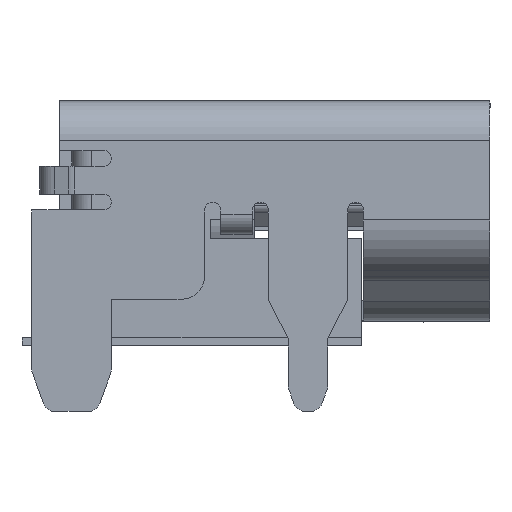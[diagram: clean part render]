
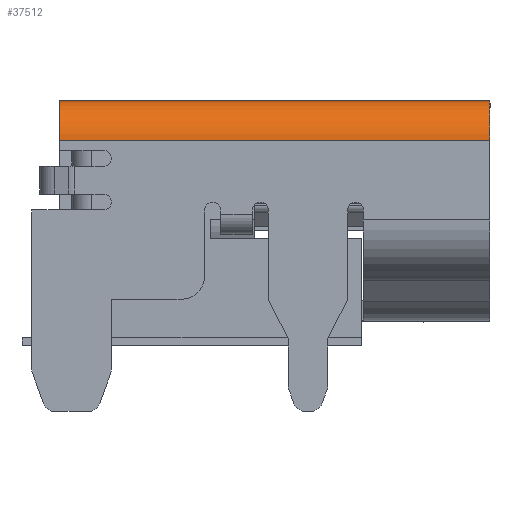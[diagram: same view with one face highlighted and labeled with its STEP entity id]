
A CAD part, left-side view. The second image highlights one B-rep face of the part: STEP entity #37512.
In plain terms, the highlighted cylindrical face has radius 1 mm (diameter 2 mm), a partial arc.
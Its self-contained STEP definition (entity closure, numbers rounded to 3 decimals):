
#627 = ORIENTED_EDGE ( 'NONE', *, *, #20519, .F. ) ;
#1876 = CARTESIAN_POINT ( 'NONE',  ( -6.45, -5.9, 1.775 ) ) ;
#2539 = CARTESIAN_POINT ( 'NONE',  ( -7.45, 4.95, 1.775 ) ) ;
#2770 = CARTESIAN_POINT ( 'NONE',  ( -7.45, 5.65, 1.775 ) ) ;
#4623 = CARTESIAN_POINT ( 'NONE',  ( -6.45, 4.95, 2.775 ) ) ;
#5677 = DIRECTION ( 'NONE',  ( 0., 1., 0. ) ) ;
#8084 = EDGE_CURVE ( 'NONE', #34057, #23418, #30971, .T. ) ;
#8499 = EDGE_CURVE ( 'NONE', #34057, #17929, #31483, .T. ) ;
#8945 = EDGE_CURVE ( 'NONE', #21628, #23418, #22332, .T. ) ;
#12095 = ORIENTED_EDGE ( 'NONE', *, *, #8084, .T. ) ;
#13776 = CARTESIAN_POINT ( 'NONE',  ( -7.45, -5.9, 1.775 ) ) ;
#15365 = CARTESIAN_POINT ( 'NONE',  ( -6.45, 4.95, 1.775 ) ) ;
#17576 = ORIENTED_EDGE ( 'NONE', *, *, #8499, .F. ) ;
#17929 = VERTEX_POINT ( 'NONE', #4623 ) ;
#19850 = DIRECTION ( 'NONE',  ( 0., -1., 0. ) ) ;
#20140 = DIRECTION ( 'NONE',  ( 1., 0., 0. ) ) ;
#20260 = CARTESIAN_POINT ( 'NONE',  ( -6.45, 5.65, 2.775 ) ) ;
#20519 = EDGE_CURVE ( 'NONE', #17929, #21628, #35763, .T. ) ;
#21628 = VERTEX_POINT ( 'NONE', #23016 ) ;
#22332 = CIRCLE ( 'NONE', #30876, 1. ) ;
#23016 = CARTESIAN_POINT ( 'NONE',  ( -6.45, -5.9, 2.775 ) ) ;
#23199 = CYLINDRICAL_SURFACE ( 'NONE', #32526, 1. ) ;
#23418 = VERTEX_POINT ( 'NONE', #13776 ) ;
#24784 = VECTOR ( 'NONE', #19850, 1000. ) ;
#25919 = ORIENTED_EDGE ( 'NONE', *, *, #8945, .F. ) ;
#29604 = FACE_OUTER_BOUND ( 'NONE', #31208, .T. ) ;
#29805 = CARTESIAN_POINT ( 'NONE',  ( -6.45, 5.65, 1.775 ) ) ;
#30876 = AXIS2_PLACEMENT_3D ( 'NONE', #1876, #36150, #39427 ) ;
#30971 = LINE ( 'NONE', #2770, #34520 ) ;
#31208 = EDGE_LOOP ( 'NONE', ( #17576, #12095, #25919, #627 ) ) ;
#31483 = CIRCLE ( 'NONE', #36806, 1. ) ;
#32526 = AXIS2_PLACEMENT_3D ( 'NONE', #29805, #36447, #20140 ) ;
#34057 = VERTEX_POINT ( 'NONE', #2539 ) ;
#34520 = VECTOR ( 'NONE', #34531, 1000. ) ;
#34531 = DIRECTION ( 'NONE',  ( 0., -1., 0. ) ) ;
#34554 = DIRECTION ( 'NONE',  ( 1., 0., 0. ) ) ;
#35763 = LINE ( 'NONE', #20260, #24784 ) ;
#36150 = DIRECTION ( 'NONE',  ( 0., -1., 0. ) ) ;
#36447 = DIRECTION ( 'NONE',  ( 0., -1., 0. ) ) ;
#36806 = AXIS2_PLACEMENT_3D ( 'NONE', #15365, #5677, #34554 ) ;
#37512 = ADVANCED_FACE ( 'NONE', ( #29604 ), #23199, .T. ) ;
#39427 = DIRECTION ( 'NONE',  ( -1., 0., 0. ) ) ;
